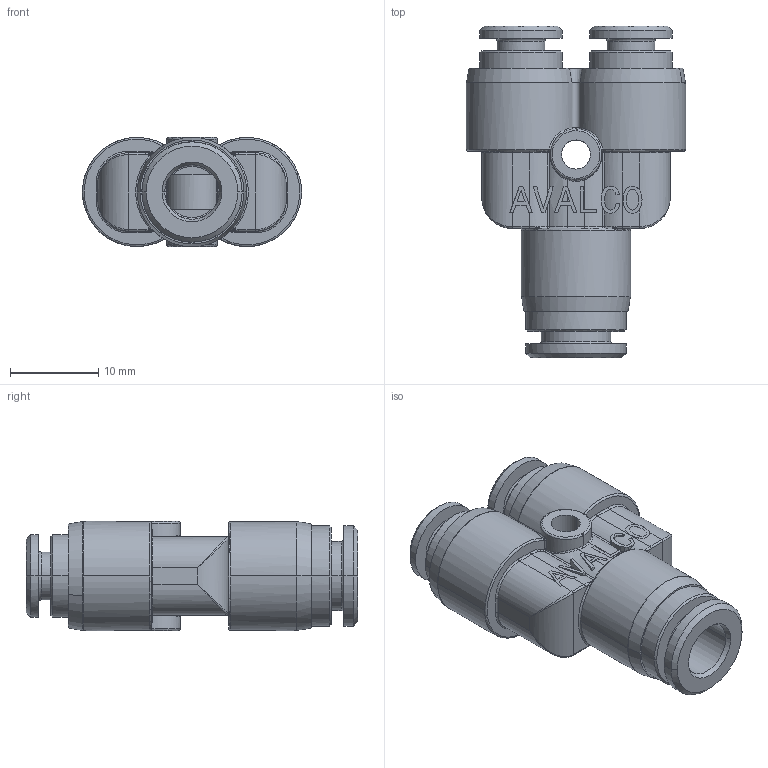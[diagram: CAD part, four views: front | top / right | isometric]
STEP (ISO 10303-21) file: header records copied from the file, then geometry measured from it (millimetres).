
FILE_DESCRIPTION(('CATIA V5 STEP Exchange'),'2;1');
FILE_NAME('PR560B-06-04.stp','2018-04-14T15:17:46+00:00',('none'),('none'),'CATIA Version 5 Release 21 GA (IN-10)','CATIA V5 STEP AP203','none');
FILE_SCHEMA(('CONFIG_CONTROL_DESIGN'));
Length unit declared in the file: millimetre
Products named in the file (1): PR560B-06-04
Bounding box: 24.9 x 37.7 x 12.4 mm (x, y, z)
Volume: 5276.8 mm3; surface area: 4800.8 mm2
Topology: 4 solids, 4 shells, 564 faces, 1458 edges, 922 vertices
Faces by surface type: plane 289, cylinder 109, torus 82, cone 44, bspline 40
Entity records: 20043 total; most frequent: CARTESIAN_POINT 7482, ORIENTED_EDGE 2916, DIRECTION 2023, EDGE_CURVE 1458, VERTEX_POINT 922, AXIS2_PLACEMENT_3D 791, VECTOR 762, LINE 762
